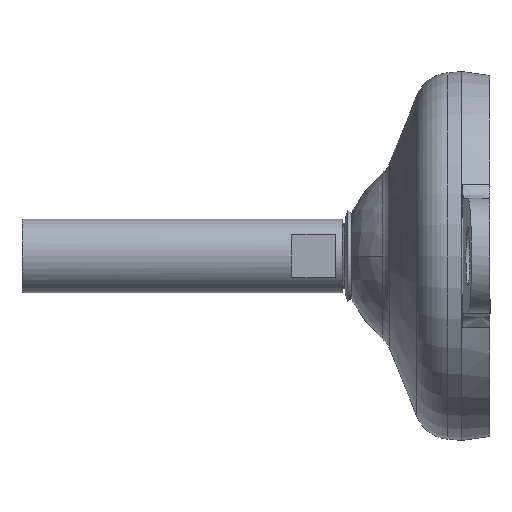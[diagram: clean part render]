
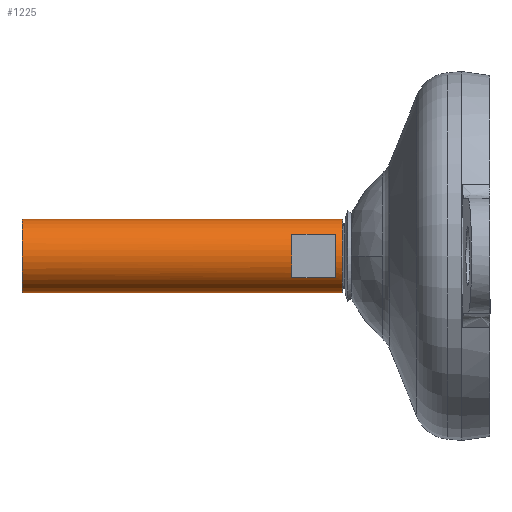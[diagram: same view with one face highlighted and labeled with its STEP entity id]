
A CAD part, left-side view. The second image highlights one B-rep face of the part: STEP entity #1225.
In plain terms, the highlighted cylindrical face has radius 8 mm (diameter 16 mm), a partial arc.
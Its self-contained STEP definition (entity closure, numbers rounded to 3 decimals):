
#4 = EDGE_CURVE ( 'NONE', #663, #502, #1415, .T. ) ;
#61 = DIRECTION ( 'NONE',  ( 0., 1., 0. ) ) ;
#93 = AXIS2_PLACEMENT_3D ( 'NONE', #661, #142, #669 ) ;
#119 = VERTEX_POINT ( 'NONE', #1332 ) ;
#141 = DIRECTION ( 'NONE',  ( 0., 0., -1. ) ) ;
#142 = DIRECTION ( 'NONE',  ( 0., -1., 0. ) ) ;
#161 = EDGE_CURVE ( 'NONE', #663, #119, #852, .T. ) ;
#209 = DIRECTION ( 'NONE',  ( 0., -1., 0. ) ) ;
#257 = VERTEX_POINT ( 'NONE', #1516 ) ;
#289 = ORIENTED_EDGE ( 'NONE', *, *, #290, .T. ) ;
#290 = EDGE_CURVE ( 'NONE', #1603, #1034, #721, .T. ) ;
#311 = CARTESIAN_POINT ( 'NONE',  ( -6.5, 0., -4.664 ) ) ;
#418 = ORIENTED_EDGE ( 'NONE', *, *, #1279, .T. ) ;
#419 = CARTESIAN_POINT ( 'NONE',  ( 0., 32., 0. ) ) ;
#444 = EDGE_LOOP ( 'NONE', ( #289, #418, #820, #1093 ) ) ;
#454 = DIRECTION ( 'NONE',  ( 0., -1., 0. ) ) ;
#466 = VECTOR ( 'NONE', #209, 1000. ) ;
#478 = EDGE_CURVE ( 'NONE', #502, #1562, #743, .T. ) ;
#485 = CARTESIAN_POINT ( 'NONE',  ( -6.5, 33.5, -4.664 ) ) ;
#502 = VERTEX_POINT ( 'NONE', #1199 ) ;
#554 = DIRECTION ( 'NONE',  ( 0., 0., -1. ) ) ;
#592 = ORIENTED_EDGE ( 'NONE', *, *, #4, .F. ) ;
#644 = CARTESIAN_POINT ( 'NONE',  ( 0., 33.5, 0. ) ) ;
#661 = CARTESIAN_POINT ( 'NONE',  ( 0., 101.5, 0. ) ) ;
#663 = VERTEX_POINT ( 'NONE', #1623 ) ;
#669 = DIRECTION ( 'NONE',  ( 0., 0., -1. ) ) ;
#682 = VECTOR ( 'NONE', #454, 1000. ) ;
#686 = CIRCLE ( 'NONE', #1695, 8. ) ;
#721 = LINE ( 'NONE', #311, #973 ) ;
#736 = DIRECTION ( 'NONE',  ( 0., -1., 0. ) ) ;
#743 = CIRCLE ( 'NONE', #1438, 8. ) ;
#820 = ORIENTED_EDGE ( 'NONE', *, *, #1497, .T. ) ;
#823 = FACE_OUTER_BOUND ( 'NONE', #1442, .T. ) ;
#832 = DIRECTION ( 'NONE',  ( 0., -1., 0. ) ) ;
#837 = EDGE_CURVE ( 'NONE', #119, #1562, #1268, .T. ) ;
#851 = AXIS2_PLACEMENT_3D ( 'NONE', #1221, #832, #554 ) ;
#852 = CIRCLE ( 'NONE', #93, 8. ) ;
#873 = CARTESIAN_POINT ( 'NONE',  ( 0., 32., -8. ) ) ;
#881 = ORIENTED_EDGE ( 'NONE', *, *, #161, .T. ) ;
#895 = CARTESIAN_POINT ( 'NONE',  ( 0., 0., 8. ) ) ;
#906 = ORIENTED_EDGE ( 'NONE', *, *, #478, .F. ) ;
#967 = CIRCLE ( 'NONE', #1692, 8. ) ;
#973 = VECTOR ( 'NONE', #61, 1000. ) ;
#992 = CARTESIAN_POINT ( 'NONE',  ( 0., 43., 0. ) ) ;
#1011 = ORIENTED_EDGE ( 'NONE', *, *, #837, .T. ) ;
#1020 = DIRECTION ( 'NONE',  ( 0., 0., 1. ) ) ;
#1034 = VERTEX_POINT ( 'NONE', #1084 ) ;
#1084 = CARTESIAN_POINT ( 'NONE',  ( -6.5, 43., -4.664 ) ) ;
#1093 = ORIENTED_EDGE ( 'NONE', *, *, #1711, .T. ) ;
#1116 = CARTESIAN_POINT ( 'NONE',  ( -6.5, 43., 4.664 ) ) ;
#1152 = DIRECTION ( 'NONE',  ( 0., -1., 0. ) ) ;
#1199 = CARTESIAN_POINT ( 'NONE',  ( 0., 32., 8. ) ) ;
#1221 = CARTESIAN_POINT ( 'NONE',  ( 0., 0., 0. ) ) ;
#1225 = ADVANCED_FACE ( 'NONE', ( #823, #1496 ), #1476, .T. ) ;
#1268 = LINE ( 'NONE', #1288, #1273 ) ;
#1273 = VECTOR ( 'NONE', #736, 1000. ) ;
#1279 = EDGE_CURVE ( 'NONE', #1034, #1578, #967, .T. ) ;
#1288 = CARTESIAN_POINT ( 'NONE',  ( 0., 0., -8. ) ) ;
#1315 = DIRECTION ( 'NONE',  ( 0., 1., 0. ) ) ;
#1332 = CARTESIAN_POINT ( 'NONE',  ( 0., 101.5, -8. ) ) ;
#1385 = CARTESIAN_POINT ( 'NONE',  ( -6.5, 0., 4.664 ) ) ;
#1415 = LINE ( 'NONE', #895, #466 ) ;
#1438 = AXIS2_PLACEMENT_3D ( 'NONE', #419, #1597, #1733 ) ;
#1442 = EDGE_LOOP ( 'NONE', ( #592, #881, #1011, #906 ) ) ;
#1476 = CYLINDRICAL_SURFACE ( 'NONE', #851, 8. ) ;
#1496 = FACE_BOUND ( 'NONE', #444, .T. ) ;
#1497 = EDGE_CURVE ( 'NONE', #1578, #257, #1671, .T. ) ;
#1516 = CARTESIAN_POINT ( 'NONE',  ( -6.5, 33.5, 4.664 ) ) ;
#1562 = VERTEX_POINT ( 'NONE', #873 ) ;
#1578 = VERTEX_POINT ( 'NONE', #1116 ) ;
#1597 = DIRECTION ( 'NONE',  ( 0., -1., 0. ) ) ;
#1603 = VERTEX_POINT ( 'NONE', #485 ) ;
#1623 = CARTESIAN_POINT ( 'NONE',  ( 0., 101.5, 8. ) ) ;
#1671 = LINE ( 'NONE', #1385, #682 ) ;
#1692 = AXIS2_PLACEMENT_3D ( 'NONE', #992, #1315, #1020 ) ;
#1695 = AXIS2_PLACEMENT_3D ( 'NONE', #644, #1152, #141 ) ;
#1711 = EDGE_CURVE ( 'NONE', #257, #1603, #686, .T. ) ;
#1733 = DIRECTION ( 'NONE',  ( 0., 0., -1. ) ) ;
